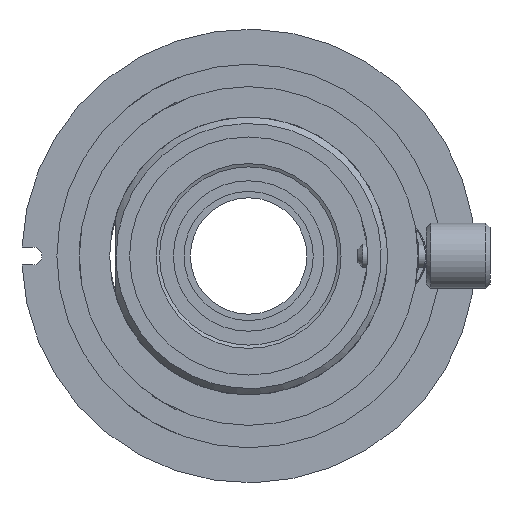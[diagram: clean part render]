
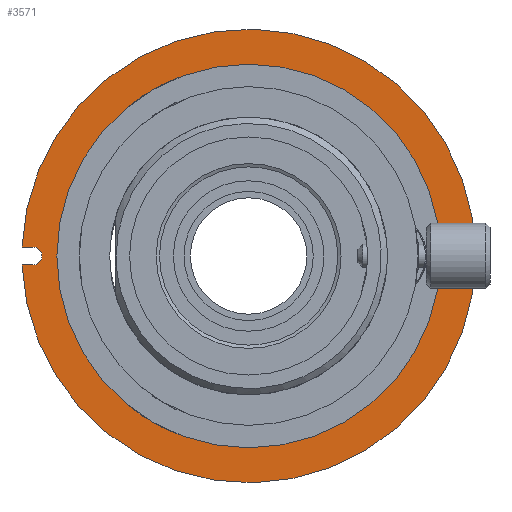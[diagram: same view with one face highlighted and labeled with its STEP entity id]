
A CAD part, left-side view. The second image highlights one B-rep face of the part: STEP entity #3571.
In plain terms, the highlighted face is planar.
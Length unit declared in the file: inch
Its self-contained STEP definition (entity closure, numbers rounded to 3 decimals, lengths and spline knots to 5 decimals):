
#3321=CARTESIAN_POINT('',(0.511,-1.019,0.0425));
#3322=VERTEX_POINT('',#3321);
#3329=CARTESIAN_POINT('',(0.511,-1.07066,0.0425));
#3330=VERTEX_POINT('',#3329);
#3331=CARTESIAN_POINT('',(0.511,-1.07066,0.0425));
#3332=DIRECTION('',(0.0,1.0,0.0));
#3333=VECTOR('',#3332,0.05166);
#3334=LINE('',#3331,#3333);
#3335=EDGE_CURVE('',#3330,#3322,#3334,.T.);
#3359=CARTESIAN_POINT('',(0.511,-1.019,-0.0425));
#3360=VERTEX_POINT('',#3359);
#3361=CARTESIAN_POINT('',(0.511,-1.019,0.0));
#3362=DIRECTION('',(-1.0,0.0,0.0));
#3363=DIRECTION('',(0.0,0.0,-1.0));
#3364=AXIS2_PLACEMENT_3D('',#3361,#3362,#3363);
#3365=CIRCLE('',#3364,0.0425);
#3366=EDGE_CURVE('',#3322,#3360,#3365,.T.);
#3410=CARTESIAN_POINT('',(0.511,-1.07066,-0.0425));
#3411=VERTEX_POINT('',#3410);
#3418=CARTESIAN_POINT('',(0.511,-1.019,-0.0425));
#3419=DIRECTION('',(0.0,-1.0,0.0));
#3420=VECTOR('',#3419,0.05166);
#3421=LINE('',#3418,#3420);
#3422=EDGE_CURVE('',#3360,#3411,#3421,.T.);
#3539=CARTESIAN_POINT('',(0.511,0.,0.0));
#3540=DIRECTION('',(1.0,0.0,0.0));
#3541=DIRECTION('',(0.0,1.0,0.0));
#3542=AXIS2_PLACEMENT_3D('',#3539,#3540,#3541);
#3543=CIRCLE('',#3542,1.0715);
#3544=EDGE_CURVE('',#3411,#3330,#3543,.T.);
#3549=CARTESIAN_POINT('',(0.511,0.94425,0.0));
#3550=DIRECTION('',(1.0,0.0,0.0));
#3551=DIRECTION('',(0.0,0.0,-1.0));
#3552=AXIS2_PLACEMENT_3D('',#3549,#3550,#3551);
#3553=PLANE('',#3552);
#3554=ORIENTED_EDGE('',*,*,#3422,.T.);
#3555=ORIENTED_EDGE('',*,*,#3544,.T.);
#3556=ORIENTED_EDGE('',*,*,#3335,.T.);
#3557=ORIENTED_EDGE('',*,*,#3366,.T.);
#3558=EDGE_LOOP('',(#3554,#3555,#3556,#3557));
#3559=FACE_OUTER_BOUND('',#3558,.T.);
#3560=CARTESIAN_POINT('',(0.511,0.817,0.0));
#3561=VERTEX_POINT('',#3560);
#3562=CARTESIAN_POINT('',(0.511,0.,0.0));
#3563=DIRECTION('',(1.0,0.0,0.0));
#3564=DIRECTION('',(0.0,1.0,0.0));
#3565=AXIS2_PLACEMENT_3D('',#3562,#3563,#3564);
#3566=CIRCLE('',#3565,0.817);
#3567=EDGE_CURVE('',#3561,#3561,#3566,.T.);
#3568=ORIENTED_EDGE('',*,*,#3567,.F.);
#3569=EDGE_LOOP('',(#3568));
#3570=FACE_BOUND('',#3569,.T.);
#3571=ADVANCED_FACE('',(#3559,#3570),#3553,.T.);
